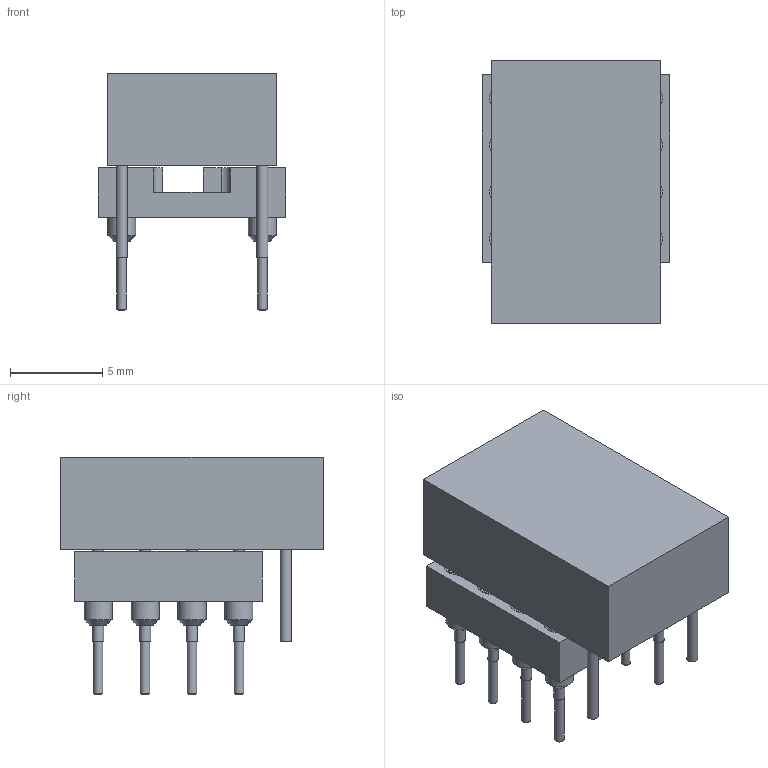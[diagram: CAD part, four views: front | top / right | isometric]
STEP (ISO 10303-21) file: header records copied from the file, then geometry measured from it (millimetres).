
FILE_DESCRIPTION(('FreeCAD Model'),'2;1');
FILE_NAME('DIP_8_W762mm_Socket_sp.step', '2019-02-18T12:01:27',('kicad StepUp'),('ksu MCAD'), 'Open CASCADE STEP processor 7.2','FreeCAD','Unknown');
FILE_SCHEMA(('AUTOMOTIVE_DESIGN { 1 0 10303 214 1 1 1 1 }'));
Length unit declared in the file: millimetre
Products named in the file (1): DIP_8_W762mm_Socket_sp
Bounding box: 10.16 x 14.2 x 12.88 mm (x, y, z)
Volume: 870 mm3; surface area: 931.9 mm2
Topology: 1 solids, 1 shells, 146 faces, 288 edges, 187 vertices
Faces by surface type: plane 72, cylinder 50, cone 24
Full cylindrical faces by diameter (mm): 0.508 x8, 0.6 x18, 1.524 x8, 1.724 x8
Entity records: 4857 total; most frequent: DIRECTION 718, CARTESIAN_POINT 622, ORIENTED_EDGE 576, EDGE_CURVE 288, AXIS2_PLACEMENT_3D 283, FACE_BOUND 205, EDGE_LOOP 205, VERTEX_POINT 187
